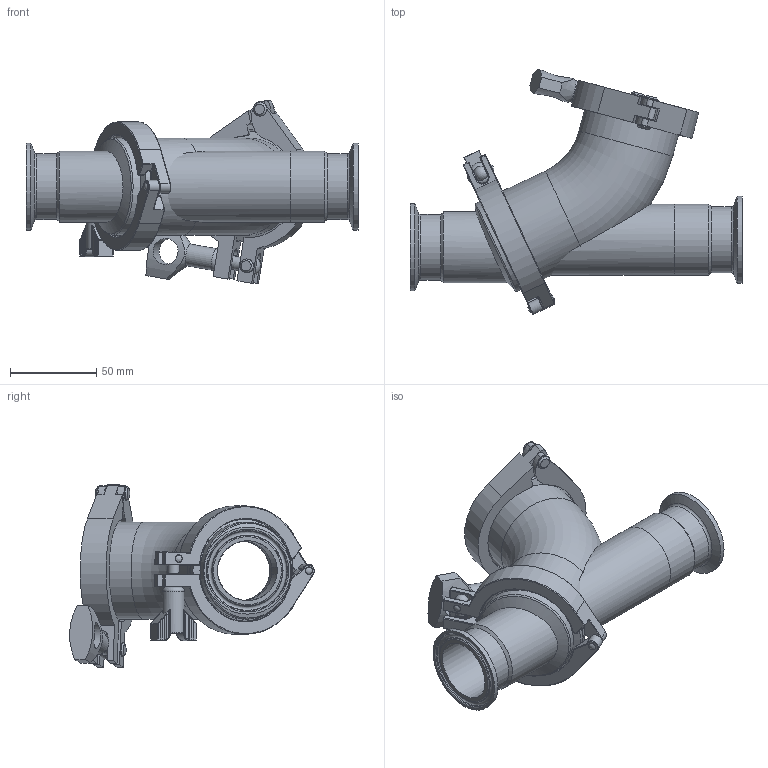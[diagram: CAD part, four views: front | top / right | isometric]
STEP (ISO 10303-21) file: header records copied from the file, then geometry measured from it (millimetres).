
FILE_DESCRIPTION(/* description */ (''),/* implementation_level */ '2;1');
FILE_NAME(/* name */ '45BYMP-1.5.stp',/* time_stamp */ '2024-03-06T14:48:13-05:00',/* author */ ('mwardour'),/* organization */ (''),/* preprocessor_version */ 'ST-DEVELOPER v20',/* originating_system */ 'Autodesk Inventor 2024',/* authorisation */ '');
FILE_SCHEMA (('AUTOMOTIVE_DESIGN { 1 0 10303 214 3 1 1 }'));
Length unit declared in the file: millimetre
Products named in the file (5): 45BYMP-1.5; 45BYMP-1.5_1; 40MP-2; 13MHHM-2; 16AMP-2
Assembly tree (4 placements, depth 2):
  45BYMP-1.5
    45BYMP-1.5_1
    40MP-2
    13MHHM-2
    16AMP-2
Bounding box: 192.26 x 141.81 x 105.79 mm (x, y, z)
Volume: 187179.7 mm3; surface area: 127604.9 mm2
Topology: 12 solids, 20 shells, 498 faces, 1244 edges, 754 vertices
Faces by surface type: cylinder 230, plane 108, torus 61, sphere 40, cone 30, bspline 29
Full cylindrical faces by diameter (mm): 4.428 x4, 4.445 x2, 5.004 x2, 5.412 x23, 5.588 x4, 6.56 x24, 7.112 x1, 7.62 x1, 7.79 x1, 8.001 x4, 12.7 x1, 12.71 x1, 14.986 x1, 34.7 x1, 34.79 x3, 38.1 x2, 41.1 x3, 47.5 x2, 48.26 x1, 50.39 x2, 51.4 x1, 53.95 x2, 56.2 x3, 57.4 x2, 58.725 x2, 63.881 x1, 63.9 x2, 63.906 x1, 64 x1
Entity records: 22327 total; most frequent: CARTESIAN_POINT 10229, DIRECTION 2426, ORIENTED_EDGE 2392, EDGE_CURVE 1214, AXIS2_PLACEMENT_3D 989, VERTEX_POINT 754, EDGE_LOOP 544, CIRCLE 500
